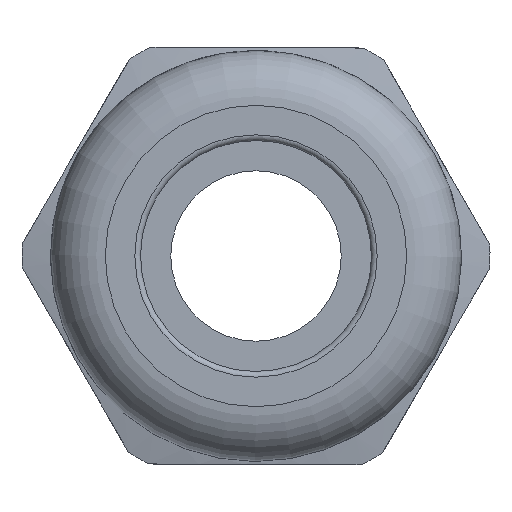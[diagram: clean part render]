
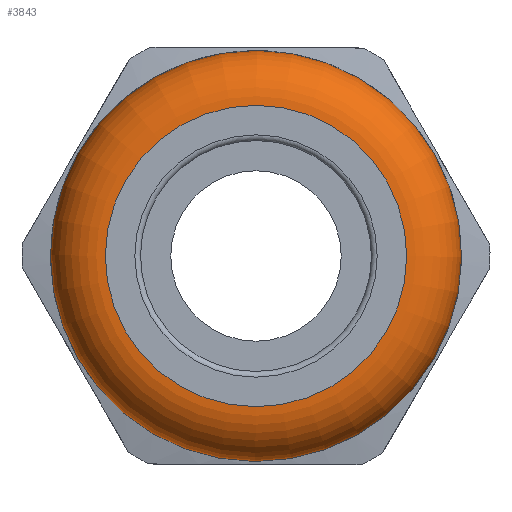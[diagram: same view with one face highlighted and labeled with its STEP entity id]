
A CAD part, left-side view. The second image highlights one B-rep face of the part: STEP entity #3843.
In plain terms, the highlighted toroidal (fillet/blend) face has major radius 7.96 mm and minor radius 2.89 mm.
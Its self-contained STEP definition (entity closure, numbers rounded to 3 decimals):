
#857=FACE_BOUND('',#1179,.T.);
#928=FACE_OUTER_BOUND('',#1178,.T.);
#1178=EDGE_LOOP('',(#2761));
#1179=EDGE_LOOP('',(#2762));
#1438=CIRCLE('',#4133,7.96);
#1454=CIRCLE('',#4169,10.85);
#1682=VERTEX_POINT('',#5853);
#1718=VERTEX_POINT('',#7219);
#2073=EDGE_CURVE('',#1682,#1682,#1438,.T.);
#2126=EDGE_CURVE('',#1718,#1718,#1454,.T.);
#2761=ORIENTED_EDGE('',*,*,#2126,.F.);
#2762=ORIENTED_EDGE('',*,*,#2073,.T.);
#3792=TOROIDAL_SURFACE('',#4168,7.96,2.89);
#3843=ADVANCED_FACE('',(#928,#857),#3792,.T.);
#4133=AXIS2_PLACEMENT_3D('',#5854,#4639,#4640);
#4168=AXIS2_PLACEMENT_3D('',#7218,#4724,#4725);
#4169=AXIS2_PLACEMENT_3D('',#7220,#4726,#4727);
#4639=DIRECTION('center_axis',(1.,0.,0.));
#4640=DIRECTION('ref_axis',(0.,0.,-1.));
#4724=DIRECTION('center_axis',(1.,0.,0.));
#4725=DIRECTION('ref_axis',(0.,0.,-1.));
#4726=DIRECTION('center_axis',(1.,0.,0.));
#4727=DIRECTION('ref_axis',(0.,0.,-1.));
#5853=CARTESIAN_POINT('',(-15.53,7.96,0.));
#5854=CARTESIAN_POINT('Origin',(-15.53,0.,0.));
#7218=CARTESIAN_POINT('Origin',(-12.64,0.,0.));
#7219=CARTESIAN_POINT('',(-12.64,10.85,0.));
#7220=CARTESIAN_POINT('Origin',(-12.64,0.,0.));
